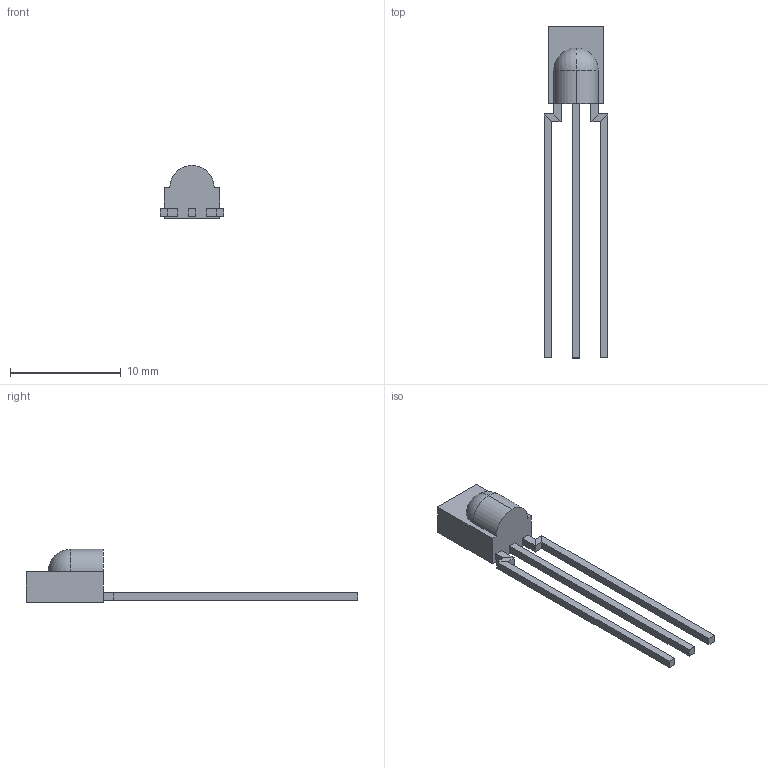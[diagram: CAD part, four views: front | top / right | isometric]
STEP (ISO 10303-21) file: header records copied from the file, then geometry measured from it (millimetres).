
FILE_DESCRIPTION (( 'STEP AP214' ), '1' );
FILE_NAME ('IR Receiver.STEP', '2022-09-15T11:51:53', ( '' ), ( '' ), 'SwSTEP 2.0', 'SolidWorks 2022', '' );
FILE_SCHEMA (( 'AUTOMOTIVE_DESIGN' ));
Length unit declared in the file: millimetre
Products named in the file (1): IR Receiver
Bounding box: 5.78 x 30 x 4.8 mm (x, y, z)
Volume: 159.9 mm3; surface area: 354.5 mm2
Topology: 1 solids, 1 shells, 41 faces, 93 edges, 55 vertices
Faces by surface type: plane 37, sphere 2, cylinder 2
Entity records: 1581 total; most frequent: CARTESIAN_POINT 188, ORIENTED_EDGE 182, DIRECTION 182, EDGE_CURVE 91, LINE 84, VECTOR 84, VERTEX_POINT 55, AXIS2_PLACEMENT_3D 49
